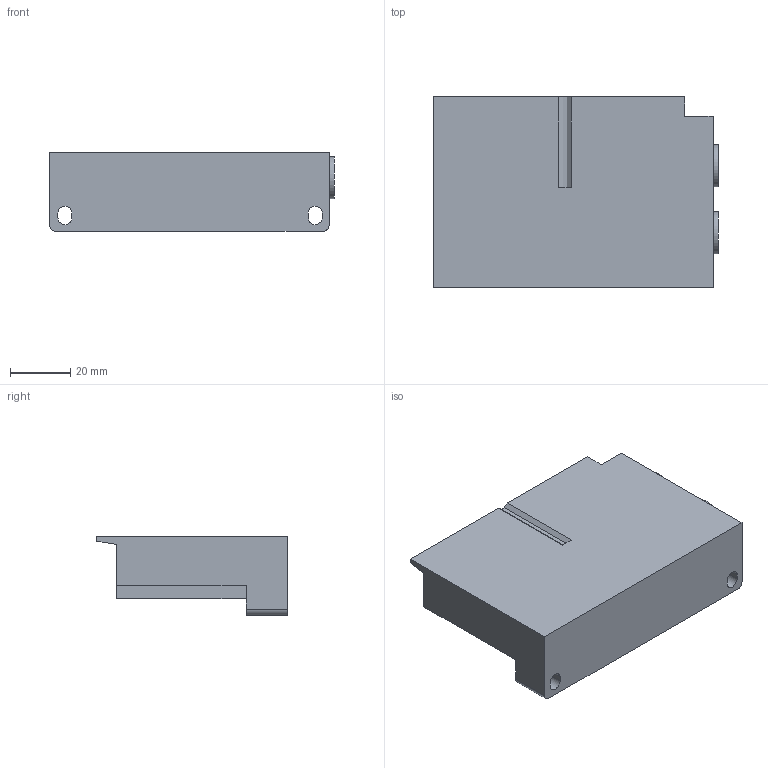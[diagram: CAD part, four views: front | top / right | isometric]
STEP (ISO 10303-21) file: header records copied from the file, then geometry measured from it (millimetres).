
FILE_DESCRIPTION(/* description */ ('STEP AP214'),/* implementation_level */ '2;1');
FILE_NAME(/* name */ 'SY30M-3-1A-00(10_U__)',/* time_stamp */ '2022-08-27T18:22:42+02:00',/* author */ ('License CC BY-ND 4.0'),/* organization */ ('CADENAS'),/* preprocessor_version */ 'ST-DEVELOPER v18.102',/* originating_system */ 'PARTsolutions',/* authorisation */ ' ');
FILE_SCHEMA (('AUTOMOTIVE_DESIGN {1 0 10303 214 3 1 1}'));
Length unit declared in the file: millimetre
Products named in the file (1): SY30M-3-1A-00(10_U__)
Bounding box: 94.3 x 63.1 x 26 mm (x, y, z)
Volume: 111095.9 mm3; surface area: 19335.1 mm2
Topology: 1 solids, 1 shells, 120 faces, 328 edges, 219 vertices
Faces by surface type: plane 89, cylinder 31
Full cylindrical faces by diameter (mm): 14 x2
Entity records: 3801 total; most frequent: CARTESIAN_POINT 664, ORIENTED_EDGE 650, DIRECTION 629, EDGE_CURVE 325, LINE 263, VECTOR 263, VERTEX_POINT 218, AXIS2_PLACEMENT_3D 183
